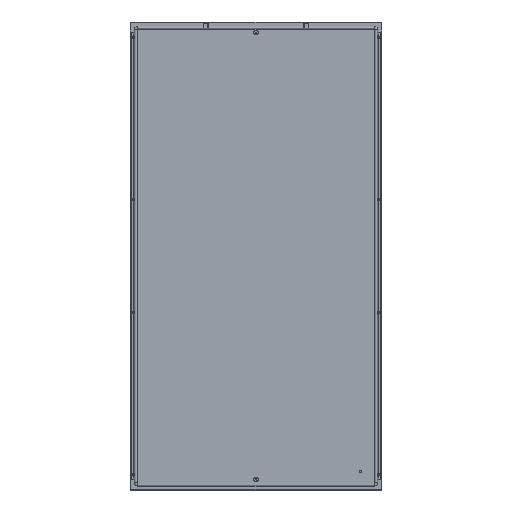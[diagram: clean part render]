
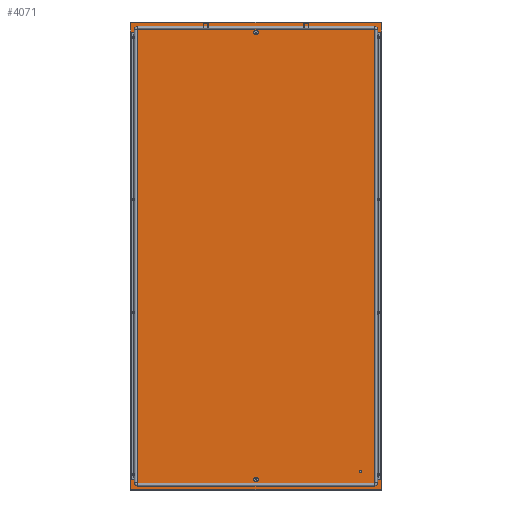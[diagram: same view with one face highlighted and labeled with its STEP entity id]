
A CAD part, top view. The second image highlights one B-rep face of the part: STEP entity #4071.
In plain terms, the highlighted planar face has unit normal (0, 0, 1).
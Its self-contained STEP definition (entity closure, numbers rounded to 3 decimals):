
#558=DIRECTION('',(1.,0.,0.));
#559=VECTOR('',#558,1160.457);
#560=CARTESIAN_POINT('',(-580.228,-1080.228,1.5));
#561=LINE('',#560,#559);
#596=CARTESIAN_POINT('',(571.,1012.5,1.5));
#597=DIRECTION('',(0.,0.,-1.));
#598=DIRECTION('',(1.,0.,0.));
#599=AXIS2_PLACEMENT_3D('',#596,#597,#598);
#601=CARTESIAN_POINT('',(571.,1012.5,1.5));
#602=DIRECTION('',(0.,0.,-1.));
#603=DIRECTION('',(-1.,0.,0.));
#604=AXIS2_PLACEMENT_3D('',#601,#602,#603);
#606=CARTESIAN_POINT('',(-571.,-1012.5,1.5));
#607=DIRECTION('',(0.,0.,-1.));
#608=DIRECTION('',(1.,0.,0.));
#609=AXIS2_PLACEMENT_3D('',#606,#607,#608);
#611=CARTESIAN_POINT('',(-571.,-1012.5,1.5));
#612=DIRECTION('',(0.,0.,-1.));
#613=DIRECTION('',(-1.,0.,0.));
#614=AXIS2_PLACEMENT_3D('',#611,#612,#613);
#616=CARTESIAN_POINT('',(-571.,1012.5,1.5));
#617=DIRECTION('',(0.,0.,-1.));
#618=DIRECTION('',(1.,0.,0.));
#619=AXIS2_PLACEMENT_3D('',#616,#617,#618);
#621=CARTESIAN_POINT('',(-571.,1012.5,1.5));
#622=DIRECTION('',(0.,0.,-1.));
#623=DIRECTION('',(-1.,0.,0.));
#624=AXIS2_PLACEMENT_3D('',#621,#622,#623);
#626=CARTESIAN_POINT('',(571.,-1012.5,1.5));
#627=DIRECTION('',(0.,0.,-1.));
#628=DIRECTION('',(1.,0.,0.));
#629=AXIS2_PLACEMENT_3D('',#626,#627,#628);
#631=CARTESIAN_POINT('',(571.,-1012.5,1.5));
#632=DIRECTION('',(0.,0.,-1.));
#633=DIRECTION('',(-1.,0.,0.));
#634=AXIS2_PLACEMENT_3D('',#631,#632,#633);
#636=CARTESIAN_POINT('',(571.,262.5,1.5));
#637=DIRECTION('',(0.,0.,-1.));
#638=DIRECTION('',(1.,0.,0.));
#639=AXIS2_PLACEMENT_3D('',#636,#637,#638);
#641=CARTESIAN_POINT('',(571.,262.5,1.5));
#642=DIRECTION('',(0.,0.,-1.));
#643=DIRECTION('',(-1.,0.,0.));
#644=AXIS2_PLACEMENT_3D('',#641,#642,#643);
#646=CARTESIAN_POINT('',(571.,-262.5,1.5));
#647=DIRECTION('',(0.,0.,-1.));
#648=DIRECTION('',(1.,0.,0.));
#649=AXIS2_PLACEMENT_3D('',#646,#647,#648);
#651=CARTESIAN_POINT('',(571.,-262.5,1.5));
#652=DIRECTION('',(0.,0.,-1.));
#653=DIRECTION('',(-1.,0.,0.));
#654=AXIS2_PLACEMENT_3D('',#651,#652,#653);
#656=CARTESIAN_POINT('',(-571.,-262.5,1.5));
#657=DIRECTION('',(0.,0.,-1.));
#658=DIRECTION('',(1.,0.,0.));
#659=AXIS2_PLACEMENT_3D('',#656,#657,#658);
#661=CARTESIAN_POINT('',(-571.,-262.5,1.5));
#662=DIRECTION('',(0.,0.,-1.));
#663=DIRECTION('',(-1.,0.,0.));
#664=AXIS2_PLACEMENT_3D('',#661,#662,#663);
#666=CARTESIAN_POINT('',(-571.,262.5,1.5));
#667=DIRECTION('',(0.,0.,-1.));
#668=DIRECTION('',(1.,0.,0.));
#669=AXIS2_PLACEMENT_3D('',#666,#667,#668);
#671=CARTESIAN_POINT('',(-571.,262.5,1.5));
#672=DIRECTION('',(0.,0.,-1.));
#673=DIRECTION('',(-1.,0.,0.));
#674=AXIS2_PLACEMENT_3D('',#671,#672,#673);
#676=CARTESIAN_POINT('',(0.,1034.,1.5));
#677=DIRECTION('',(0.,0.,-1.));
#678=DIRECTION('',(-1.,0.,0.));
#679=AXIS2_PLACEMENT_3D('',#676,#677,#678);
#681=CARTESIAN_POINT('',(0.,1034.,1.5));
#682=DIRECTION('',(0.,0.,-1.));
#683=DIRECTION('',(1.,0.,0.));
#684=AXIS2_PLACEMENT_3D('',#681,#682,#683);
#686=CARTESIAN_POINT('',(0.,-1034.,1.5));
#687=DIRECTION('',(0.,0.,-1.));
#688=DIRECTION('',(-1.,0.,0.));
#689=AXIS2_PLACEMENT_3D('',#686,#687,#688);
#691=CARTESIAN_POINT('',(0.,-1034.,1.5));
#692=DIRECTION('',(0.,0.,-1.));
#693=DIRECTION('',(1.,0.,0.));
#694=AXIS2_PLACEMENT_3D('',#691,#692,#693);
#696=DIRECTION('',(0.,1.,0.));
#697=VECTOR('',#696,2160.457);
#698=CARTESIAN_POINT('',(-580.228,-1080.228,1.5));
#699=LINE('',#698,#697);
#1303=DIRECTION('',(1.,0.,0.));
#1304=VECTOR('',#1303,1160.457);
#1305=CARTESIAN_POINT('',(-580.228,1080.228,1.5));
#1306=LINE('',#1305,#1304);
#1658=DIRECTION('',(0.,1.,0.));
#1659=VECTOR('',#1658,2160.457);
#1660=CARTESIAN_POINT('',(580.228,-1080.228,1.5));
#1661=LINE('',#1660,#1659);
#2398=CARTESIAN_POINT('',(578.5,1012.5,1.5));
#2399=CARTESIAN_POINT('',(563.5,1012.5,1.5));
#2400=VERTEX_POINT('',#2398);
#2401=VERTEX_POINT('',#2399);
#2406=CARTESIAN_POINT('',(578.5,262.5,1.5));
#2407=CARTESIAN_POINT('',(563.5,262.5,1.5));
#2408=VERTEX_POINT('',#2406);
#2409=VERTEX_POINT('',#2407);
#2422=CARTESIAN_POINT('',(-563.5,-1012.5,1.5));
#2423=CARTESIAN_POINT('',(-578.5,-1012.5,1.5));
#2424=VERTEX_POINT('',#2422);
#2425=VERTEX_POINT('',#2423);
#2426=CARTESIAN_POINT('',(-563.5,1012.5,1.5));
#2427=CARTESIAN_POINT('',(-578.5,1012.5,1.5));
#2428=VERTEX_POINT('',#2426);
#2429=VERTEX_POINT('',#2427);
#2430=CARTESIAN_POINT('',(578.5,-1012.5,1.5));
#2431=CARTESIAN_POINT('',(563.5,-1012.5,1.5));
#2432=VERTEX_POINT('',#2430);
#2433=VERTEX_POINT('',#2431);
#2446=CARTESIAN_POINT('',(578.5,-262.5,1.5));
#2447=CARTESIAN_POINT('',(563.5,-262.5,1.5));
#2448=VERTEX_POINT('',#2446);
#2449=VERTEX_POINT('',#2447);
#2450=CARTESIAN_POINT('',(-563.5,-262.5,1.5));
#2451=CARTESIAN_POINT('',(-578.5,-262.5,1.5));
#2452=VERTEX_POINT('',#2450);
#2453=VERTEX_POINT('',#2451);
#2454=CARTESIAN_POINT('',(-563.5,262.5,1.5));
#2455=CARTESIAN_POINT('',(-578.5,262.5,1.5));
#2456=VERTEX_POINT('',#2454);
#2457=VERTEX_POINT('',#2455);
#2462=CARTESIAN_POINT('',(-4.5,1034.,1.5));
#2463=CARTESIAN_POINT('',(4.5,1034.,1.5));
#2464=VERTEX_POINT('',#2462);
#2465=VERTEX_POINT('',#2463);
#2470=CARTESIAN_POINT('',(-4.5,-1034.,1.5));
#2471=CARTESIAN_POINT('',(4.5,-1034.,1.5));
#2472=VERTEX_POINT('',#2470);
#2473=VERTEX_POINT('',#2471);
#2670=CARTESIAN_POINT('',(580.228,-1080.228,1.5));
#2671=CARTESIAN_POINT('',(580.228,1080.228,1.5));
#2672=VERTEX_POINT('',#2670);
#2673=VERTEX_POINT('',#2671);
#2676=CARTESIAN_POINT('',(-580.228,1080.228,1.5));
#2677=VERTEX_POINT('',#2676);
#2680=CARTESIAN_POINT('',(-580.228,-1080.228,1.5));
#2681=VERTEX_POINT('',#2680);
#3997=CARTESIAN_POINT('',(0.,0.,1.5));
#3998=DIRECTION('',(0.,0.,1.));
#3999=DIRECTION('',(1.,0.,0.));
#4000=AXIS2_PLACEMENT_3D('',#3997,#3998,#3999);
#4001=PLANE('',#4000);
#4002=ORIENTED_EDGE('',*,*,#3989,.F.);
#4004=ORIENTED_EDGE('',*,*,#4003,.T.);
#4006=ORIENTED_EDGE('',*,*,#4005,.T.);
#4008=ORIENTED_EDGE('',*,*,#4007,.F.);
#4009=EDGE_LOOP('',(#4002,#4004,#4006,#4008));
#4010=FACE_OUTER_BOUND('',#4009,.F.);
#4012=ORIENTED_EDGE('',*,*,#4011,.F.);
#4014=ORIENTED_EDGE('',*,*,#4013,.F.);
#4015=EDGE_LOOP('',(#4012,#4014));
#4016=FACE_BOUND('',#4015,.F.);
#4018=ORIENTED_EDGE('',*,*,#4017,.F.);
#4020=ORIENTED_EDGE('',*,*,#4019,.F.);
#4021=EDGE_LOOP('',(#4018,#4020));
#4022=FACE_BOUND('',#4021,.F.);
#4024=ORIENTED_EDGE('',*,*,#4023,.F.);
#4026=ORIENTED_EDGE('',*,*,#4025,.F.);
#4027=EDGE_LOOP('',(#4024,#4026));
#4028=FACE_BOUND('',#4027,.F.);
#4030=ORIENTED_EDGE('',*,*,#4029,.F.);
#4032=ORIENTED_EDGE('',*,*,#4031,.F.);
#4033=EDGE_LOOP('',(#4030,#4032));
#4034=FACE_BOUND('',#4033,.F.);
#4036=ORIENTED_EDGE('',*,*,#4035,.F.);
#4038=ORIENTED_EDGE('',*,*,#4037,.F.);
#4039=EDGE_LOOP('',(#4036,#4038));
#4040=FACE_BOUND('',#4039,.F.);
#4042=ORIENTED_EDGE('',*,*,#4041,.F.);
#4044=ORIENTED_EDGE('',*,*,#4043,.F.);
#4045=EDGE_LOOP('',(#4042,#4044));
#4046=FACE_BOUND('',#4045,.F.);
#4048=ORIENTED_EDGE('',*,*,#4047,.F.);
#4050=ORIENTED_EDGE('',*,*,#4049,.F.);
#4051=EDGE_LOOP('',(#4048,#4050));
#4052=FACE_BOUND('',#4051,.F.);
#4054=ORIENTED_EDGE('',*,*,#4053,.F.);
#4056=ORIENTED_EDGE('',*,*,#4055,.F.);
#4057=EDGE_LOOP('',(#4054,#4056));
#4058=FACE_BOUND('',#4057,.F.);
#4060=ORIENTED_EDGE('',*,*,#4059,.F.);
#4062=ORIENTED_EDGE('',*,*,#4061,.F.);
#4063=EDGE_LOOP('',(#4060,#4062));
#4064=FACE_BOUND('',#4063,.F.);
#4066=ORIENTED_EDGE('',*,*,#4065,.F.);
#4068=ORIENTED_EDGE('',*,*,#4067,.F.);
#4069=EDGE_LOOP('',(#4066,#4068));
#4070=FACE_BOUND('',#4069,.F.);
#600=CIRCLE('',#599,7.5);
#605=CIRCLE('',#604,7.5);
#610=CIRCLE('',#609,7.5);
#615=CIRCLE('',#614,7.5);
#620=CIRCLE('',#619,7.5);
#625=CIRCLE('',#624,7.5);
#630=CIRCLE('',#629,7.5);
#635=CIRCLE('',#634,7.5);
#640=CIRCLE('',#639,7.5);
#645=CIRCLE('',#644,7.5);
#650=CIRCLE('',#649,7.5);
#655=CIRCLE('',#654,7.5);
#660=CIRCLE('',#659,7.5);
#665=CIRCLE('',#664,7.5);
#670=CIRCLE('',#669,7.5);
#675=CIRCLE('',#674,7.5);
#680=CIRCLE('',#679,4.5);
#685=CIRCLE('',#684,4.5);
#690=CIRCLE('',#689,4.5);
#695=CIRCLE('',#694,4.5);
#3989=EDGE_CURVE('',#2681,#2672,#561,.T.);
#4003=EDGE_CURVE('',#2681,#2677,#699,.T.);
#4005=EDGE_CURVE('',#2677,#2673,#1306,.T.);
#4007=EDGE_CURVE('',#2672,#2673,#1661,.T.);
#4011=EDGE_CURVE('',#2400,#2401,#600,.T.);
#4013=EDGE_CURVE('',#2401,#2400,#605,.T.);
#4017=EDGE_CURVE('',#2424,#2425,#610,.T.);
#4019=EDGE_CURVE('',#2425,#2424,#615,.T.);
#4023=EDGE_CURVE('',#2428,#2429,#620,.T.);
#4025=EDGE_CURVE('',#2429,#2428,#625,.T.);
#4029=EDGE_CURVE('',#2432,#2433,#630,.T.);
#4031=EDGE_CURVE('',#2433,#2432,#635,.T.);
#4035=EDGE_CURVE('',#2408,#2409,#640,.T.);
#4037=EDGE_CURVE('',#2409,#2408,#645,.T.);
#4041=EDGE_CURVE('',#2448,#2449,#650,.T.);
#4043=EDGE_CURVE('',#2449,#2448,#655,.T.);
#4047=EDGE_CURVE('',#2452,#2453,#660,.T.);
#4049=EDGE_CURVE('',#2453,#2452,#665,.T.);
#4053=EDGE_CURVE('',#2456,#2457,#670,.T.);
#4055=EDGE_CURVE('',#2457,#2456,#675,.T.);
#4059=EDGE_CURVE('',#2464,#2465,#680,.T.);
#4061=EDGE_CURVE('',#2465,#2464,#685,.T.);
#4065=EDGE_CURVE('',#2472,#2473,#690,.T.);
#4067=EDGE_CURVE('',#2473,#2472,#695,.T.);
#4071=ADVANCED_FACE('',(#4010,#4016,#4022,#4028,#4034,#4040,#4046,#4052,#4058,
#4064,#4070),#4001,.T.);
